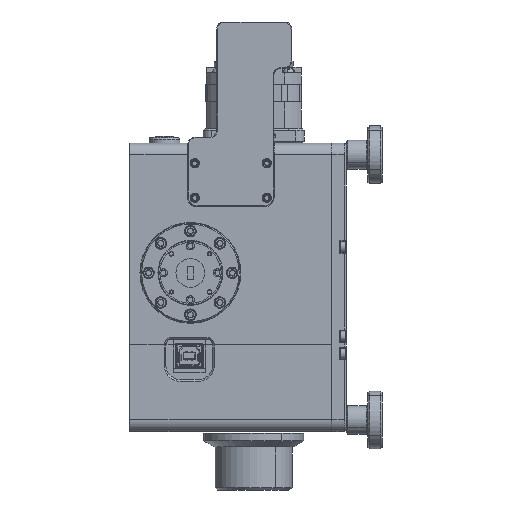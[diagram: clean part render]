
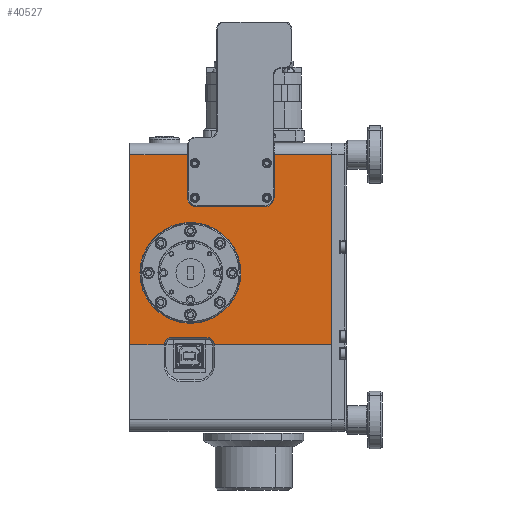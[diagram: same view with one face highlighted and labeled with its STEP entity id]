
A CAD part, left-side view. The second image highlights one B-rep face of the part: STEP entity #40527.
In plain terms, the highlighted planar face has unit normal (-1, 0, 0).
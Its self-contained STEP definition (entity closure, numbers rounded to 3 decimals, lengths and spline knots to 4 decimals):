
#1346 = CARTESIAN_POINT ( 'NONE',  ( -1.75, 2.7, -0.5 ) ) ;
#1530 = LINE ( 'NONE', #53588, #50936 ) ;
#2500 = LINE ( 'NONE', #82502, #11227 ) ;
#2628 = AXIS2_PLACEMENT_3D ( 'NONE', #50517, #11418, #40294 ) ;
#4380 = DIRECTION ( 'NONE',  ( 1., 0., 0. ) ) ;
#4757 = DIRECTION ( 'NONE',  ( 0., 0., 1. ) ) ;
#5854 = ORIENTED_EDGE ( 'NONE', *, *, #17730, .T. ) ;
#5907 = VERTEX_POINT ( 'NONE', #29597 ) ;
#6661 = ORIENTED_EDGE ( 'NONE', *, *, #83978, .T. ) ;
#9349 = CARTESIAN_POINT ( 'NONE',  ( -1.75, 2.7, 0.375 ) ) ;
#9402 = EDGE_CURVE ( 'NONE', #9947, #39832, #31813, .T. ) ;
#9947 = VERTEX_POINT ( 'NONE', #43366 ) ;
#10934 = LINE ( 'NONE', #62497, #20605 ) ;
#11189 = FACE_BOUND ( 'NONE', #33166, .T. ) ;
#11227 = VECTOR ( 'NONE', #31364, 39.3701 ) ;
#11418 = DIRECTION ( 'NONE',  ( 1., 0., 0. ) ) ;
#11658 = PLANE ( 'NONE',  #47483 ) ;
#11901 = VERTEX_POINT ( 'NONE', #19158 ) ;
#12216 = EDGE_CURVE ( 'NONE', #83040, #79314, #2500, .T. ) ;
#12707 = VECTOR ( 'NONE', #82953, 39.3701 ) ;
#13146 = VERTEX_POINT ( 'NONE', #25806 ) ;
#13393 = ORIENTED_EDGE ( 'NONE', *, *, #34367, .T. ) ;
#14008 = EDGE_CURVE ( 'NONE', #11901, #77019, #70072, .T. ) ;
#15159 = EDGE_CURVE ( 'NONE', #79314, #77019, #10934, .T. ) ;
#15588 = ORIENTED_EDGE ( 'NONE', *, *, #54814, .T. ) ;
#15776 = DIRECTION ( 'NONE',  ( 0., -1., 0. ) ) ;
#17489 = AXIS2_PLACEMENT_3D ( 'NONE', #55007, #4380, #46978 ) ;
#17730 = EDGE_CURVE ( 'NONE', #9947, #69519, #57610, .T. ) ;
#18480 = CARTESIAN_POINT ( 'NONE',  ( -1.75, 3.75, 1.75 ) ) ;
#19158 = CARTESIAN_POINT ( 'NONE',  ( -1.75, 3.75, -1.75 ) ) ;
#19418 = EDGE_LOOP ( 'NONE', ( #82458, #15588, #6661, #53971, #5854, #51301, #13393, #56199, #56085, #71971, #63959, #19742, #78234, #78860 ) ) ;
#19742 = ORIENTED_EDGE ( 'NONE', *, *, #14008, .F. ) ;
#20605 = VECTOR ( 'NONE', #76726, 39.3701 ) ;
#23366 = VECTOR ( 'NONE', #63653, 39.3701 ) ;
#25070 = CARTESIAN_POINT ( 'NONE',  ( -1.75, 2.6, 0.8 ) ) ;
#25806 = CARTESIAN_POINT ( 'NONE',  ( -1.75, 2.415, -1.62 ) ) ;
#25832 = DIRECTION ( 'NONE',  ( 0., 0., -1. ) ) ;
#26476 = VECTOR ( 'NONE', #4757, 39.3701 ) ;
#26635 = CARTESIAN_POINT ( 'NONE',  ( -1.75, 3.75, -1.75 ) ) ;
#27032 = EDGE_CURVE ( 'NONE', #5907, #13146, #1530, .T. ) ;
#27237 = CARTESIAN_POINT ( 'NONE',  ( -1.75, 2.75, 0.65 ) ) ;
#27768 = CARTESIAN_POINT ( 'NONE',  ( -1.75, 2.285, -1.75 ) ) ;
#29597 = CARTESIAN_POINT ( 'NONE',  ( -1.75, 3.025, -1.62 ) ) ;
#30554 = DIRECTION ( 'NONE',  ( 0., 0., -1. ) ) ;
#31364 = DIRECTION ( 'NONE',  ( 0., 0., 1. ) ) ;
#31813 = LINE ( 'NONE', #46955, #12707 ) ;
#33166 = EDGE_LOOP ( 'NONE', ( #56172, #67233 ) ) ;
#33786 = CARTESIAN_POINT ( 'NONE',  ( -1.75, 2.7, -1.375 ) ) ;
#34367 = EDGE_CURVE ( 'NONE', #39341, #45315, #53930, .T. ) ;
#34474 = DIRECTION ( 'NONE',  ( 0., 1., 0. ) ) ;
#38371 = EDGE_CURVE ( 'NONE', #11901, #66952, #77293, .T. ) ;
#39290 = AXIS2_PLACEMENT_3D ( 'NONE', #25070, #84255, #40214 ) ;
#39341 = VERTEX_POINT ( 'NONE', #47134 ) ;
#39832 = VERTEX_POINT ( 'NONE', #62027 ) ;
#40214 = DIRECTION ( 'NONE',  ( 0., 0., -1. ) ) ;
#40294 = DIRECTION ( 'NONE',  ( 0., 0., -1. ) ) ;
#40323 = CARTESIAN_POINT ( 'NONE',  ( -1.75, 2.6, 0.65 ) ) ;
#40527 = ADVANCED_FACE ( 'NONE', ( #11189, #69860 ), #11658, .F. ) ;
#43366 = CARTESIAN_POINT ( 'NONE',  ( -1.75, 0.25, 1.55 ) ) ;
#43808 = CARTESIAN_POINT ( 'NONE',  ( -1.75, 1.25, 1.55 ) ) ;
#45315 = VERTEX_POINT ( 'NONE', #56930 ) ;
#46520 = DIRECTION ( 'NONE',  ( 0., 0., -1. ) ) ;
#46955 = CARTESIAN_POINT ( 'NONE',  ( -1.75, 0.25, -1.75 ) ) ;
#46978 = DIRECTION ( 'NONE',  ( 0., 0., -1. ) ) ;
#47134 = CARTESIAN_POINT ( 'NONE',  ( -1.75, 1.25, 0.8 ) ) ;
#47483 = AXIS2_PLACEMENT_3D ( 'NONE', #62743, #76967, #25832 ) ;
#49946 = VECTOR ( 'NONE', #84874, 39.3701 ) ;
#50517 = CARTESIAN_POINT ( 'NONE',  ( -1.75, 2.7, -0.5 ) ) ;
#50936 = VECTOR ( 'NONE', #15776, 39.3701 ) ;
#51118 = AXIS2_PLACEMENT_3D ( 'NONE', #1346, #59110, #88039 ) ;
#51301 = ORIENTED_EDGE ( 'NONE', *, *, #56209, .T. ) ;
#51746 = DIRECTION ( 'NONE',  ( 1., 0., 0. ) ) ;
#53206 = VECTOR ( 'NONE', #61718, 39.3701 ) ;
#53588 = CARTESIAN_POINT ( 'NONE',  ( -1.75, 2.415, -1.62 ) ) ;
#53930 = CIRCLE ( 'NONE', #87302, 0.15 ) ;
#53971 = ORIENTED_EDGE ( 'NONE', *, *, #9402, .F. ) ;
#54674 = CARTESIAN_POINT ( 'NONE',  ( -1.75, 1.25, 1.75 ) ) ;
#54814 = EDGE_CURVE ( 'NONE', #13146, #89005, #56434, .T. ) ;
#55007 = CARTESIAN_POINT ( 'NONE',  ( -1.75, 3.025, -1.75 ) ) ;
#56085 = ORIENTED_EDGE ( 'NONE', *, *, #92936, .T. ) ;
#56172 = ORIENTED_EDGE ( 'NONE', *, *, #80415, .T. ) ;
#56199 = ORIENTED_EDGE ( 'NONE', *, *, #84012, .T. ) ;
#56209 = EDGE_CURVE ( 'NONE', #69519, #39341, #78350, .T. ) ;
#56434 = CIRCLE ( 'NONE', #77595, 0.13 ) ;
#56930 = CARTESIAN_POINT ( 'NONE',  ( -1.75, 1.4, 0.65 ) ) ;
#57610 = LINE ( 'NONE', #70443, #65067 ) ;
#58453 = EDGE_CURVE ( 'NONE', #88848, #59171, #73708, .T. ) ;
#59110 = DIRECTION ( 'NONE',  ( 1., 0., 0. ) ) ;
#59171 = VERTEX_POINT ( 'NONE', #33786 ) ;
#59830 = CARTESIAN_POINT ( 'NONE',  ( -1.75, 3.155, -1.75 ) ) ;
#60359 = CARTESIAN_POINT ( 'NONE',  ( -1.75, 2.415, -1.75 ) ) ;
#61718 = DIRECTION ( 'NONE',  ( 0., -1., 0. ) ) ;
#62027 = CARTESIAN_POINT ( 'NONE',  ( -1.75, 0.25, -1.75 ) ) ;
#62180 = CARTESIAN_POINT ( 'NONE',  ( -1.75, 3.75, -1.75 ) ) ;
#62497 = CARTESIAN_POINT ( 'NONE',  ( -1.75, 3.75, 1.55 ) ) ;
#62743 = CARTESIAN_POINT ( 'NONE',  ( -1.75, 3.75, 1.75 ) ) ;
#63372 = EDGE_CURVE ( 'NONE', #66952, #5907, #86990, .T. ) ;
#63653 = DIRECTION ( 'NONE',  ( 0., 0., -1. ) ) ;
#63959 = ORIENTED_EDGE ( 'NONE', *, *, #15159, .T. ) ;
#65067 = VECTOR ( 'NONE', #34474, 39.3701 ) ;
#66952 = VERTEX_POINT ( 'NONE', #59830 ) ;
#66999 = DIRECTION ( 'NONE',  ( 1., 0., 0. ) ) ;
#67233 = ORIENTED_EDGE ( 'NONE', *, *, #58453, .T. ) ;
#68787 = VERTEX_POINT ( 'NONE', #40323 ) ;
#69390 = DIRECTION ( 'NONE',  ( 0., 1., 0. ) ) ;
#69519 = VERTEX_POINT ( 'NONE', #43808 ) ;
#69860 = FACE_OUTER_BOUND ( 'NONE', #19418, .T. ) ;
#70072 = LINE ( 'NONE', #18480, #26476 ) ;
#70443 = CARTESIAN_POINT ( 'NONE',  ( -1.75, 3.75, 1.55 ) ) ;
#70712 = CARTESIAN_POINT ( 'NONE',  ( -1.75, 3.75, 1.55 ) ) ;
#71971 = ORIENTED_EDGE ( 'NONE', *, *, #12216, .T. ) ;
#72335 = CARTESIAN_POINT ( 'NONE',  ( -1.75, 2.75, 1.55 ) ) ;
#73708 = CIRCLE ( 'NONE', #2628, 0.875 ) ;
#73992 = CARTESIAN_POINT ( 'NONE',  ( -1.75, 1.4, 0.8 ) ) ;
#76726 = DIRECTION ( 'NONE',  ( 0., 1., 0. ) ) ;
#76967 = DIRECTION ( 'NONE',  ( 1., 0., 0. ) ) ;
#77019 = VERTEX_POINT ( 'NONE', #70712 ) ;
#77293 = LINE ( 'NONE', #26635, #49946 ) ;
#77595 = AXIS2_PLACEMENT_3D ( 'NONE', #60359, #66999, #30554 ) ;
#78036 = CARTESIAN_POINT ( 'NONE',  ( -1.75, 2.75, 0.8 ) ) ;
#78234 = ORIENTED_EDGE ( 'NONE', *, *, #38371, .T. ) ;
#78350 = LINE ( 'NONE', #54674, #23366 ) ;
#78838 = LINE ( 'NONE', #27237, #89569 ) ;
#78860 = ORIENTED_EDGE ( 'NONE', *, *, #63372, .T. ) ;
#79314 = VERTEX_POINT ( 'NONE', #72335 ) ;
#80415 = EDGE_CURVE ( 'NONE', #59171, #88848, #92024, .T. ) ;
#82458 = ORIENTED_EDGE ( 'NONE', *, *, #27032, .T. ) ;
#82502 = CARTESIAN_POINT ( 'NONE',  ( -1.75, 2.75, 1.75 ) ) ;
#82953 = DIRECTION ( 'NONE',  ( 0., 0., -1. ) ) ;
#83040 = VERTEX_POINT ( 'NONE', #78036 ) ;
#83163 = CIRCLE ( 'NONE', #39290, 0.15 ) ;
#83978 = EDGE_CURVE ( 'NONE', #89005, #39832, #90188, .T. ) ;
#84012 = EDGE_CURVE ( 'NONE', #45315, #68787, #78838, .T. ) ;
#84255 = DIRECTION ( 'NONE',  ( 1., 0., 0. ) ) ;
#84874 = DIRECTION ( 'NONE',  ( 0., -1., 0. ) ) ;
#86990 = CIRCLE ( 'NONE', #17489, 0.13 ) ;
#87302 = AXIS2_PLACEMENT_3D ( 'NONE', #73992, #51746, #46520 ) ;
#88039 = DIRECTION ( 'NONE',  ( 0., 0., -1. ) ) ;
#88848 = VERTEX_POINT ( 'NONE', #9349 ) ;
#89005 = VERTEX_POINT ( 'NONE', #27768 ) ;
#89569 = VECTOR ( 'NONE', #69390, 39.3701 ) ;
#90188 = LINE ( 'NONE', #62180, #53206 ) ;
#92024 = CIRCLE ( 'NONE', #51118, 0.875 ) ;
#92936 = EDGE_CURVE ( 'NONE', #68787, #83040, #83163, .T. ) ;
